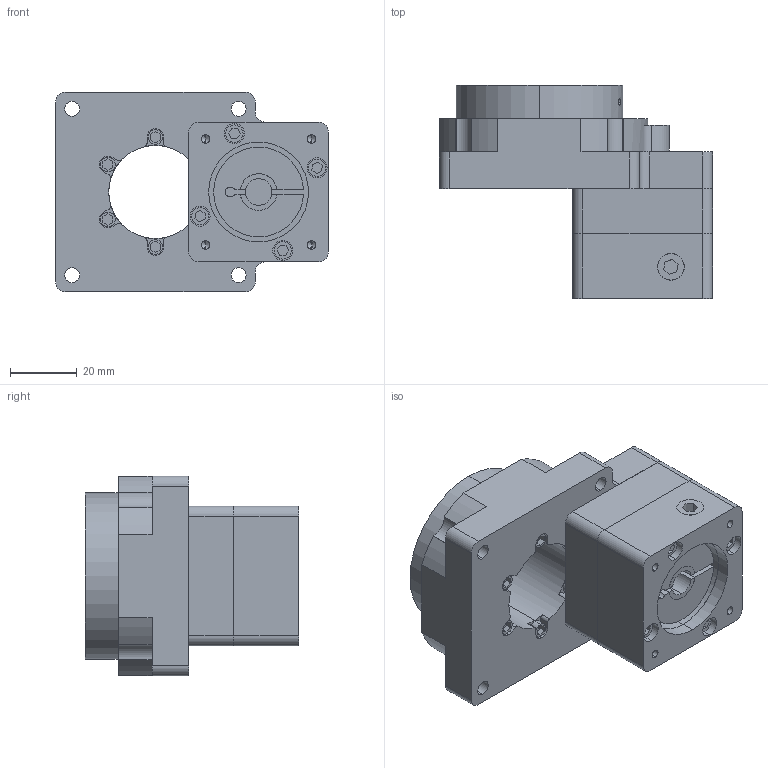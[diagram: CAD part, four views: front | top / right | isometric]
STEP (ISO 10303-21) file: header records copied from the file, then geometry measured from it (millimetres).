
FILE_DESCRIPTION (( 'STEP AP203' ), '1' );
FILE_NAME ('RPA60-10耀倰(8-24 30-3 4-3.5-45).STEP', '2018-12-26T00:29:52', ( 'Sky123.Org' ), ( 'Sky123.Org' ), 'SwSTEP 2.0', 'SolidWorks 2016', '' );
FILE_SCHEMA (( 'CONFIG_CONTROL_DESIGN' ));
Length unit declared in the file: millimetre
Products named in the file (1): RPA60-10耀倰(8-24 30-3 4-3.5-45)
Bounding box: 82 x 64 x 60 mm (x, y, z)
Volume: 128684.2 mm3; surface area: 37270.4 mm2
Topology: 3 solids, 9 shells, 388 faces, 963 edges, 612 vertices
Faces by surface type: cylinder 181, plane 171, cone 36
Entity records: 11542 total; most frequent: DIRECTION 2073, CARTESIAN_POINT 2054, ORIENTED_EDGE 1854, EDGE_CURVE 927, AXIS2_PLACEMENT_3D 765, VERTEX_POINT 612, LINE 543, VECTOR 543
